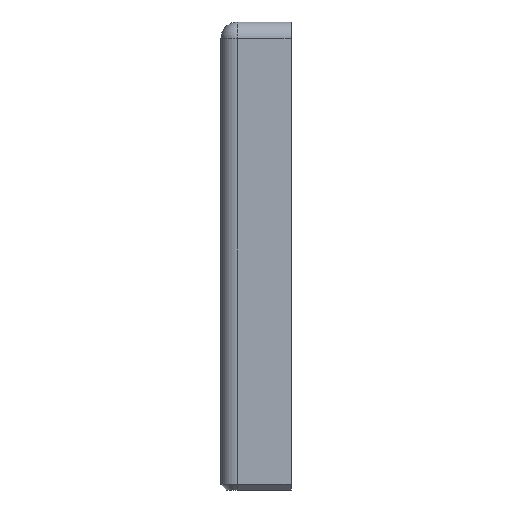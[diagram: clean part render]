
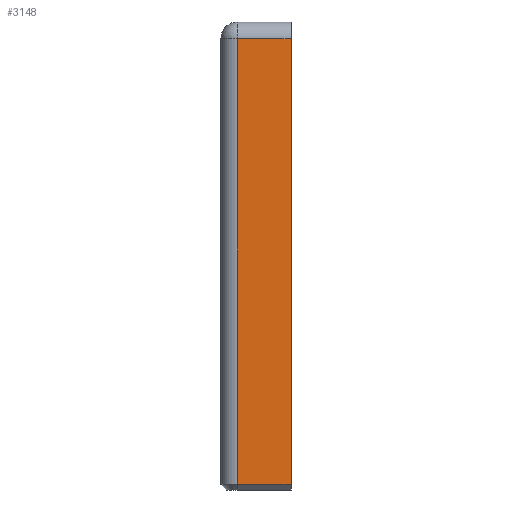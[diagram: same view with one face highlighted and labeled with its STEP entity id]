
A CAD part, left-side view. The second image highlights one B-rep face of the part: STEP entity #3148.
In plain terms, the highlighted planar face has unit normal (-1, 0, 0).
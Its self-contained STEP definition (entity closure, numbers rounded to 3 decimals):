
#266=FACE_OUTER_BOUND('',#455,.T.);
#455=EDGE_LOOP('',(#2261,#2262,#2263,#2264));
#629=LINE('',#4601,#965);
#657=LINE('',#4689,#993);
#659=LINE('',#4698,#995);
#737=LINE('',#4917,#1073);
#965=VECTOR('',#3642,10.);
#993=VECTOR('',#3718,10.);
#995=VECTOR('',#3728,10.);
#1073=VECTOR('',#3872,10.);
#1301=VERTEX_POINT('',#4598);
#1302=VERTEX_POINT('',#4600);
#1338=VERTEX_POINT('',#4688);
#1341=VERTEX_POINT('',#4696);
#1611=EDGE_CURVE('',#1301,#1302,#629,.T.);
#1655=EDGE_CURVE('',#1302,#1338,#657,.T.);
#1660=EDGE_CURVE('',#1341,#1301,#659,.T.);
#1770=EDGE_CURVE('',#1338,#1341,#737,.T.);
#2261=ORIENTED_EDGE('',*,*,#1611,.F.);
#2262=ORIENTED_EDGE('',*,*,#1660,.F.);
#2263=ORIENTED_EDGE('',*,*,#1770,.F.);
#2264=ORIENTED_EDGE('',*,*,#1655,.F.);
#3047=PLANE('',#3388);
#3148=ADVANCED_FACE('',(#266),#3047,.F.);
#3388=AXIS2_PLACEMENT_3D('',#4916,#3870,#3871);
#3642=DIRECTION('',(0.,1.,0.));
#3718=DIRECTION('',(0.,0.,1.));
#3728=DIRECTION('',(0.,0.,-1.));
#3870=DIRECTION('center_axis',(1.,0.,0.));
#3871=DIRECTION('ref_axis',(0.,0.,
1.));
#3872=DIRECTION('',(0.,-1.,0.));
#4598=CARTESIAN_POINT('',(-6.142,0.6,-8.142));
#4600=CARTESIAN_POINT('',(-6.142,10.3,-8.142));
#4601=CARTESIAN_POINT('',(-6.142,13.3,-8.142));
#4688=CARTESIAN_POINT('',(-6.142,10.3,72.588));
#4689=CARTESIAN_POINT('',(-6.142,10.3,7.929));
#4696=CARTESIAN_POINT('',(-6.142,0.6,72.588));
#4698=CARTESIAN_POINT('',(-6.142,0.6,7.929));
#4916=CARTESIAN_POINT('Origin',(-6.142,13.3,-9.142));
#4917=CARTESIAN_POINT('',(-6.142,13.3,72.588));
